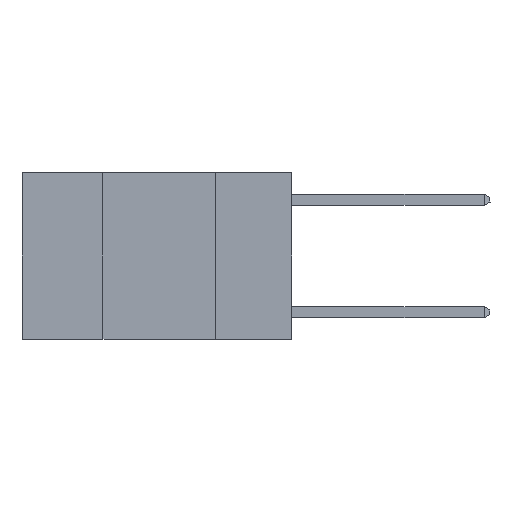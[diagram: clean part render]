
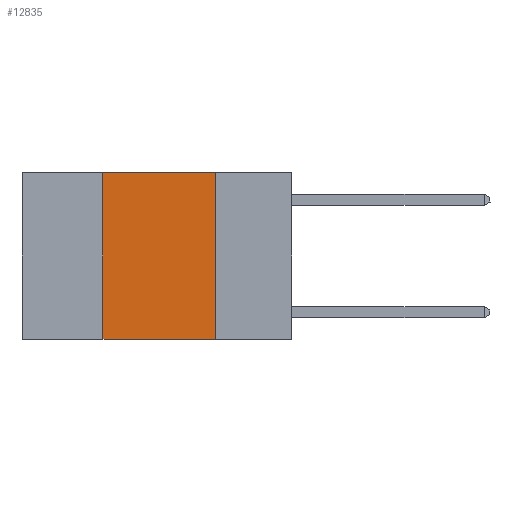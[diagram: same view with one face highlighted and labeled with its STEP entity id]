
A CAD part, left-side view. The second image highlights one B-rep face of the part: STEP entity #12835.
In plain terms, the highlighted planar face has unit normal (-1, 0, 0).
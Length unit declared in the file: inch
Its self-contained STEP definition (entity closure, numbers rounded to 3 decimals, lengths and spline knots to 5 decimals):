
#827 = VECTOR ( 'NONE', #10223, 39.37008 ) ;
#1608 = FACE_OUTER_BOUND ( 'NONE', #14007, .T. ) ;
#1732 = VECTOR ( 'NONE', #13889, 39.37008 ) ;
#3748 = CARTESIAN_POINT ( 'NONE',  ( 0., 0.17, 0. ) ) ;
#5331 = CARTESIAN_POINT ( 'NONE',  ( 0., 0.42, -0.37 ) ) ;
#5633 = DIRECTION ( 'NONE',  ( 0., -1., 0. ) ) ;
#6146 = ORIENTED_EDGE ( 'NONE', *, *, #8426, .F. ) ;
#6959 = ORIENTED_EDGE ( 'NONE', *, *, #10357, .T. ) ;
#7180 = DIRECTION ( 'NONE',  ( 1., 0., 0. ) ) ;
#7183 = CARTESIAN_POINT ( 'NONE',  ( 0., 0.42, 0. ) ) ;
#7238 = VERTEX_POINT ( 'NONE', #5331 ) ;
#7700 = VECTOR ( 'NONE', #8489, 39.37008 ) ;
#7797 = EDGE_CURVE ( 'NONE', #15305, #16052, #12142, .T. ) ;
#8426 = EDGE_CURVE ( 'NONE', #14558, #15305, #13529, .T. ) ;
#8430 = PLANE ( 'NONE',  #15816 ) ;
#8489 = DIRECTION ( 'NONE',  ( 0., 0., 1. ) ) ;
#8644 = EDGE_CURVE ( 'NONE', #7238, #14558, #14503, .T. ) ;
#8790 = CARTESIAN_POINT ( 'NONE',  ( 0., 0.17, 0. ) ) ;
#8960 = CARTESIAN_POINT ( 'NONE',  ( 0., 0.6, -0.37 ) ) ;
#9066 = CARTESIAN_POINT ( 'NONE',  ( 0., 0.42, 0. ) ) ;
#10223 = DIRECTION ( 'NONE',  ( 0., -1., 0. ) ) ;
#10357 = EDGE_CURVE ( 'NONE', #7238, #16052, #10865, .T. ) ;
#10865 = LINE ( 'NONE', #8960, #827 ) ;
#12142 = LINE ( 'NONE', #8790, #1732 ) ;
#12308 = CARTESIAN_POINT ( 'NONE',  ( 0., 0.6, 0. ) ) ;
#12835 = ADVANCED_FACE ( 'NONE', ( #1608 ), #8430, .F. ) ;
#13343 = CARTESIAN_POINT ( 'NONE',  ( 0., 0.6, 0. ) ) ;
#13529 = LINE ( 'NONE', #13343, #14307 ) ;
#13889 = DIRECTION ( 'NONE',  ( 0., 0., -1. ) ) ;
#14007 = EDGE_LOOP ( 'NONE', ( #15565, #6146, #16760, #6959 ) ) ;
#14233 = CARTESIAN_POINT ( 'NONE',  ( 0., 0.17, -0.37 ) ) ;
#14307 = VECTOR ( 'NONE', #5633, 39.37008 ) ;
#14503 = LINE ( 'NONE', #7183, #7700 ) ;
#14558 = VERTEX_POINT ( 'NONE', #9066 ) ;
#15305 = VERTEX_POINT ( 'NONE', #3748 ) ;
#15565 = ORIENTED_EDGE ( 'NONE', *, *, #7797, .F. ) ;
#15816 = AXIS2_PLACEMENT_3D ( 'NONE', #12308, #7180, #16134 ) ;
#16052 = VERTEX_POINT ( 'NONE', #14233 ) ;
#16134 = DIRECTION ( 'NONE',  ( 0., 0., -1. ) ) ;
#16760 = ORIENTED_EDGE ( 'NONE', *, *, #8644, .F. ) ;
